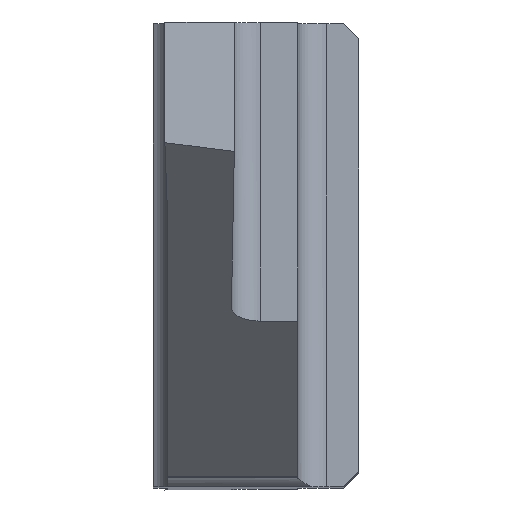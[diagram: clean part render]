
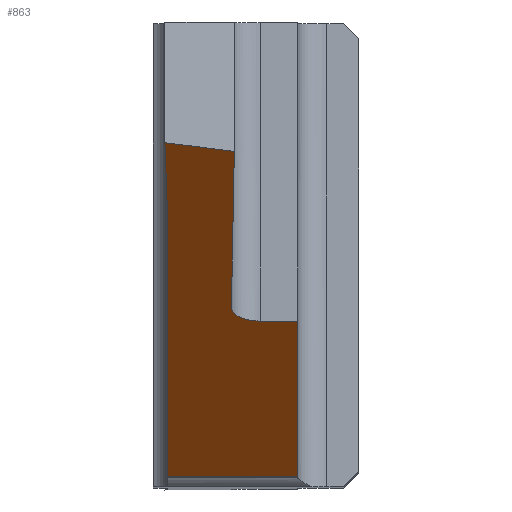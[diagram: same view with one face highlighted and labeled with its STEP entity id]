
A CAD part, top view. The second image highlights one B-rep face of the part: STEP entity #863.
In plain terms, the highlighted planar face has unit normal (0, -0.904, 0.427).
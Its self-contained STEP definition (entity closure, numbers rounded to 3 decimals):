
#15 = ORIENTED_EDGE ( 'NONE', *, *, #624, .F. ) ;
#39 = CARTESIAN_POINT ( 'NONE',  ( -3.348, 0.497, 22.25 ) ) ;
#128 = VECTOR ( 'NONE', #691, 1000. ) ;
#131 = DIRECTION ( 'NONE',  ( -0.008, -0.427, -0.904 ) ) ;
#132 = ORIENTED_EDGE ( 'NONE', *, *, #850, .F. ) ;
#170 =( BOUNDED_CURVE ( )  B_SPLINE_CURVE ( 3, ( #383, #1041, #1214, #1245 ),
 .UNSPECIFIED., .F., .F. ) 
 B_SPLINE_CURVE_WITH_KNOTS ( ( 4, 4 ),
 ( 1.562, 3.142 ),
 .UNSPECIFIED. ) 
 CURVE ( )  GEOMETRIC_REPRESENTATION_ITEM ( )  RATIONAL_B_SPLINE_CURVE ( ( 1., 0.803, 0.803, 1. ) ) 
 REPRESENTATION_ITEM ( '' )  );
#178 = VECTOR ( 'NONE', #1058, 1000. ) ;
#210 = CARTESIAN_POINT ( 'NONE',  ( -3.348, 2.018, 25.468 ) ) ;
#235 = CARTESIAN_POINT ( 'NONE',  ( -1.1, 2.018, 25.468 ) ) ;
#252 = LINE ( 'NONE', #855, #1099 ) ;
#259 = AXIS2_PLACEMENT_3D ( 'NONE', #693, #683, #682 ) ;
#262 = EDGE_LOOP ( 'NONE', ( #313, #849, #132, #271, #1246, #1190, #404, #15 ) ) ;
#271 = ORIENTED_EDGE ( 'NONE', *, *, #317, .F. ) ;
#313 = ORIENTED_EDGE ( 'NONE', *, *, #551, .F. ) ;
#317 = EDGE_CURVE ( 'NONE', #761, #998, #170, .T. ) ;
#335 = CARTESIAN_POINT ( 'NONE',  ( -1.1, -3.834, 13.088 ) ) ;
#363 = CARTESIAN_POINT ( 'NONE',  ( -1.1, -1.157, 18.75 ) ) ;
#364 = CARTESIAN_POINT ( 'NONE',  ( -3.4, 1.915, 25.25 ) ) ;
#383 = CARTESIAN_POINT ( 'NONE',  ( -2.25, -0.919, 19.254 ) ) ;
#404 = ORIENTED_EDGE ( 'NONE', *, *, #606, .F. ) ;
#475 = CARTESIAN_POINT ( 'NONE',  ( -1.75, -1.157, 18.75 ) ) ;
#476 = LINE ( 'NONE', #1159, #128 ) ;
#512 = VECTOR ( 'NONE', #997, 1000. ) ;
#513 = CARTESIAN_POINT ( 'NONE',  ( -2.2, 1.763, 24.928 ) ) ;
#531 = EDGE_CURVE ( 'NONE', #972, #761, #944, .T. ) ;
#532 = EDGE_CURVE ( 'NONE', #1050, #972, #990, .T. ) ;
#551 = EDGE_CURVE ( 'NONE', #1081, #804, #934, .T. ) ;
#554 = EDGE_CURVE ( 'NONE', #1059, #1081, #909, .T. ) ;
#562 = DIRECTION ( 'NONE',  ( 0., 0.427, 0.904 ) ) ;
#606 = EDGE_CURVE ( 'NONE', #1250, #1050, #252, .T. ) ;
#624 = EDGE_CURVE ( 'NONE', #804, #1250, #878, .T. ) ;
#682 = DIRECTION ( 'NONE',  ( 0., -0.427, -0.904 ) ) ;
#683 = DIRECTION ( 'NONE',  ( 0., -0.904, 0.427 ) ) ;
#691 = DIRECTION ( 'NONE',  ( 1., 0., 0. ) ) ;
#693 = CARTESIAN_POINT ( 'NONE',  ( 0., 2.018, 25.468 ) ) ;
#710 = PLANE ( 'NONE',  #259 ) ;
#761 = VERTEX_POINT ( 'NONE', #834 ) ;
#764 = CARTESIAN_POINT ( 'NONE',  ( -3.348, -3.834, 13.088 ) ) ;
#804 = VERTEX_POINT ( 'NONE', #764 ) ;
#810 = VECTOR ( 'NONE', #131, 1000. ) ;
#834 = CARTESIAN_POINT ( 'NONE',  ( -2.25, -0.919, 19.254 ) ) ;
#849 = ORIENTED_EDGE ( 'NONE', *, *, #554, .F. ) ;
#850 = EDGE_CURVE ( 'NONE', #998, #1059, #476, .T. ) ;
#855 = CARTESIAN_POINT ( 'NONE',  ( -3.403, 1.995, 25.419 ) ) ;
#863 = ADVANCED_FACE ( 'NONE', ( #1003 ), #710, .T. ) ;
#878 = LINE ( 'NONE', #210, #942 ) ;
#909 = LINE ( 'NONE', #235, #178 ) ;
#934 = LINE ( 'NONE', #1148, #512 ) ;
#942 = VECTOR ( 'NONE', #562, 1000. ) ;
#944 = LINE ( 'NONE', #1080, #810 ) ;
#972 = VERTEX_POINT ( 'NONE', #513 ) ;
#990 = LINE ( 'NONE', #1162, #1199 ) ;
#997 = DIRECTION ( 'NONE',  ( -1., 0., 0. ) ) ;
#998 = VERTEX_POINT ( 'NONE', #475 ) ;
#1003 = FACE_OUTER_BOUND ( 'NONE', #262, .T. ) ;
#1041 = CARTESIAN_POINT ( 'NONE',  ( -2.252, -1.058, 18.959 ) ) ;
#1050 = VERTEX_POINT ( 'NONE', #364 ) ;
#1058 = DIRECTION ( 'NONE',  ( 0., -0.427, -0.904 ) ) ;
#1059 = VERTEX_POINT ( 'NONE', #363 ) ;
#1066 = DIRECTION ( 'NONE',  ( -0.016, 0.427, 0.904 ) ) ;
#1080 = CARTESIAN_POINT ( 'NONE',  ( -2.195, 2.025, 25.483 ) ) ;
#1081 = VERTEX_POINT ( 'NONE', #335 ) ;
#1082 = DIRECTION ( 'NONE',  ( 0.959, -0.121, -0.257 ) ) ;
#1099 = VECTOR ( 'NONE', #1066, 1000. ) ;
#1148 = CARTESIAN_POINT ( 'NONE',  ( 0., -3.834, 13.088 ) ) ;
#1159 = CARTESIAN_POINT ( 'NONE',  ( 0., -1.157, 18.75 ) ) ;
#1162 = CARTESIAN_POINT ( 'NONE',  ( -0.34, 1.528, 24.43 ) ) ;
#1190 = ORIENTED_EDGE ( 'NONE', *, *, #532, .F. ) ;
#1199 = VECTOR ( 'NONE', #1082, 1000. ) ;
#1214 = CARTESIAN_POINT ( 'NONE',  ( -2.044, -1.157, 18.75 ) ) ;
#1245 = CARTESIAN_POINT ( 'NONE',  ( -1.75, -1.157, 18.75 ) ) ;
#1246 = ORIENTED_EDGE ( 'NONE', *, *, #531, .F. ) ;
#1250 = VERTEX_POINT ( 'NONE', #39 ) ;
